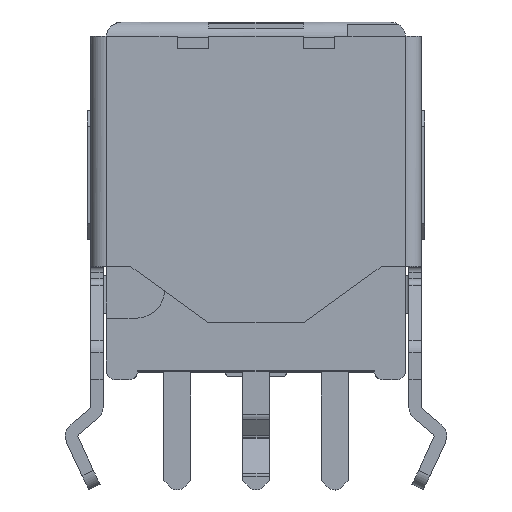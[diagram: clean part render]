
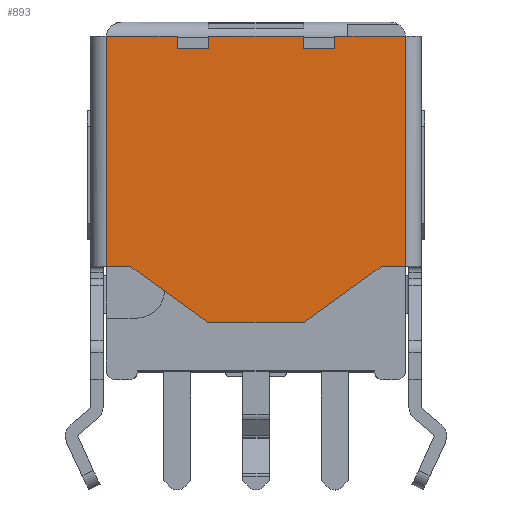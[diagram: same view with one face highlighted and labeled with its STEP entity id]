
A CAD part, top view. The second image highlights one B-rep face of the part: STEP entity #893.
In plain terms, the highlighted planar face has unit normal (0, 0, 1).
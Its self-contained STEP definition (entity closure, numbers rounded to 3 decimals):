
#893=ADVANCED_FACE('NONE',(#1958),#1959,.T.);
#1958=FACE_OUTER_BOUND('',#3951,.T.);
#1959=PLANE('',#3952);
#3951=EDGE_LOOP('',(#6738,#6739,#6740,#6741,#6742,#6743,#6744,#6745,#6746,#6747,#6748,#6749,#6750,#6751,#6752,#6753));
#3952=AXIS2_PLACEMENT_3D('',#6754,#6755,#6756);
#6738=ORIENTED_EDGE('',*,*,#9450,.T.);
#6739=ORIENTED_EDGE('',*,*,#9443,.T.);
#6740=ORIENTED_EDGE('',*,*,#9457,.T.);
#6741=ORIENTED_EDGE('',*,*,#9458,.T.);
#6742=ORIENTED_EDGE('',*,*,#9459,.T.);
#6743=ORIENTED_EDGE('',*,*,#9460,.T.);
#6744=ORIENTED_EDGE('',*,*,#9461,.T.);
#6745=ORIENTED_EDGE('',*,*,#9424,.T.);
#6746=ORIENTED_EDGE('',*,*,#9436,.T.);
#6747=ORIENTED_EDGE('',*,*,#9462,.T.);
#6748=ORIENTED_EDGE('',*,*,#9463,.T.);
#6749=ORIENTED_EDGE('',*,*,#9464,.T.);
#6750=ORIENTED_EDGE('',*,*,#9465,.T.);
#6751=ORIENTED_EDGE('',*,*,#9466,.T.);
#6752=ORIENTED_EDGE('',*,*,#9467,.T.);
#6753=ORIENTED_EDGE('',*,*,#9468,.T.);
#6754=CARTESIAN_POINT('',(-4.85,4.4,4.95));
#6755=DIRECTION('',(-0.0,0.0,1.0));
#6756=DIRECTION('',(1.0,0.0,0.0));
#9424=EDGE_CURVE('NONE',#11556,#11557,#11558,.T.);
#9436=EDGE_CURVE('NONE',#11557,#11572,#11574,.T.);
#9443=EDGE_CURVE('NONE',#11585,#11586,#11587,.T.);
#9450=EDGE_CURVE('NONE',#11596,#11585,#11597,.T.);
#9457=EDGE_CURVE('NONE',#11586,#11605,#11606,.T.);
#9458=EDGE_CURVE('NONE',#11605,#11607,#11608,.T.);
#9459=EDGE_CURVE('NONE',#11607,#11609,#11610,.T.);
#9460=EDGE_CURVE('NONE',#11609,#11611,#11612,.T.);
#9461=EDGE_CURVE('NONE',#11611,#11556,#11613,.T.);
#9462=EDGE_CURVE('NONE',#11572,#11614,#11615,.T.);
#9463=EDGE_CURVE('NONE',#11614,#11616,#11617,.T.);
#9464=EDGE_CURVE('NONE',#11616,#11618,#11619,.T.);
#9465=EDGE_CURVE('NONE',#11618,#11620,#11621,.T.);
#9466=EDGE_CURVE('NONE',#11620,#11622,#11623,.T.);
#9467=EDGE_CURVE('NONE',#11622,#11624,#11625,.T.);
#9468=EDGE_CURVE('NONE',#11624,#11596,#11626,.T.);
#11556=VERTEX_POINT('NONE',#15269);
#11557=VERTEX_POINT('NONE',#15270);
#11558=LINE('',#15271,#15272);
#11572=VERTEX_POINT('NONE',#15299);
#11574=LINE('',#15302,#15303);
#11585=VERTEX_POINT('NONE',#15321);
#11586=VERTEX_POINT('NONE',#15322);
#11587=LINE('',#15323,#15324);
#11596=VERTEX_POINT('NONE',#15341);
#11597=LINE('',#15342,#15343);
#11605=VERTEX_POINT('NONE',#15357);
#11606=LINE('',#15358,#15359);
#11607=VERTEX_POINT('NONE',#15360);
#11608=LINE('',#15361,#15362);
#11609=VERTEX_POINT('NONE',#15363);
#11610=LINE('',#15364,#15365);
#11611=VERTEX_POINT('NONE',#15366);
#11612=LINE('',#15367,#15368);
#11613=LINE('',#15369,#15370);
#11614=VERTEX_POINT('NONE',#15371);
#11615=LINE('',#15372,#15373);
#11616=VERTEX_POINT('NONE',#15374);
#11617=LINE('',#15375,#15376);
#11618=VERTEX_POINT('NONE',#15377);
#11619=LINE('',#15378,#15379);
#11620=VERTEX_POINT('NONE',#15380);
#11621=LINE('',#15381,#15382);
#11622=VERTEX_POINT('NONE',#15383);
#11623=LINE('',#15384,#15385);
#11624=VERTEX_POINT('NONE',#15386);
#11625=LINE('',#15387,#15388);
#11626=LINE('',#15389,#15390);
#15269=CARTESIAN_POINT('',(4.75,-2.9,4.95));
#15270=CARTESIAN_POINT('',(4.75,4.4,4.95));
#15271=CARTESIAN_POINT('',(4.75,4.4,4.95));
#15272=VECTOR('',#17594,1000.0);
#15299=CARTESIAN_POINT('',(2.5,4.4,4.95));
#15302=CARTESIAN_POINT('',(2.5,4.4,4.95));
#15303=VECTOR('',#17603,1000.0);
#15321=CARTESIAN_POINT('',(-4.75,4.4,4.95));
#15322=CARTESIAN_POINT('',(-4.75,-2.9,4.95));
#15323=CARTESIAN_POINT('',(-4.75,-2.9,4.95));
#15324=VECTOR('',#17609,1000.0);
#15341=CARTESIAN_POINT('',(-2.5,4.4,4.95));
#15342=CARTESIAN_POINT('',(-4.85,4.4,4.95));
#15343=VECTOR('',#17616,1000.0);
#15357=CARTESIAN_POINT('',(-4.0,-2.9,4.95));
#15358=CARTESIAN_POINT('',(-4.85,-2.9,4.95));
#15359=VECTOR('',#17619,1000.0);
#15360=CARTESIAN_POINT('',(-1.5,-4.7,4.95));
#15361=CARTESIAN_POINT('',(-4.0,-2.9,4.95));
#15362=VECTOR('',#17620,1000.0);
#15363=CARTESIAN_POINT('',(1.5,-4.7,4.95));
#15364=CARTESIAN_POINT('',(-1.5,-4.7,4.95));
#15365=VECTOR('',#17621,1000.0);
#15366=CARTESIAN_POINT('',(4.0,-2.9,4.95));
#15367=CARTESIAN_POINT('',(1.5,-4.7,4.95));
#15368=VECTOR('',#17622,1000.0);
#15369=CARTESIAN_POINT('',(4.0,-2.9,4.95));
#15370=VECTOR('',#17623,1000.0);
#15371=CARTESIAN_POINT('',(2.5,4.0,4.95));
#15372=CARTESIAN_POINT('',(2.5,4.4,4.95));
#15373=VECTOR('',#17624,1000.0);
#15374=CARTESIAN_POINT('',(1.5,4.0,4.95));
#15375=CARTESIAN_POINT('',(1.5,4.0,4.95));
#15376=VECTOR('',#17625,1000.0);
#15377=CARTESIAN_POINT('',(1.5,4.4,4.95));
#15378=CARTESIAN_POINT('',(1.5,4.4,4.95));
#15379=VECTOR('',#17626,1000.0);
#15380=CARTESIAN_POINT('',(-1.5,4.4,4.95));
#15381=CARTESIAN_POINT('',(-1.5,4.4,4.95));
#15382=VECTOR('',#17627,1000.0);
#15383=CARTESIAN_POINT('',(-1.5,4.0,4.95));
#15384=CARTESIAN_POINT('',(-1.5,4.4,4.95));
#15385=VECTOR('',#17628,1000.0);
#15386=CARTESIAN_POINT('',(-2.5,4.0,4.95));
#15387=CARTESIAN_POINT('',(-2.5,4.0,4.95));
#15388=VECTOR('',#17629,1000.0);
#15389=CARTESIAN_POINT('',(-2.5,4.4,4.95));
#15390=VECTOR('',#17630,1000.0);
#17594=DIRECTION('',(0.,1.0,-0.0));
#17603=DIRECTION('',(-1.0,-0.0,-0.0));
#17609=DIRECTION('',(0.,-1.0,0.0));
#17616=DIRECTION('',(-1.0,-0.0,-0.0));
#17619=DIRECTION('',(1.0,0.0,0.0));
#17620=DIRECTION('',(0.812,-0.584,0.0));
#17621=DIRECTION('',(1.0,0.0,0.0));
#17622=DIRECTION('',(0.812,0.584,0.0));
#17623=DIRECTION('',(1.0,0.,0.0));
#17624=DIRECTION('',(0.,-1.0,0.0));
#17625=DIRECTION('',(-1.0,0.,-0.0));
#17626=DIRECTION('',(0.,1.0,-0.0));
#17627=DIRECTION('',(-1.0,-0.0,-0.0));
#17628=DIRECTION('',(0.,-1.0,0.0));
#17629=DIRECTION('',(-1.0,-0.0,-0.0));
#17630=DIRECTION('',(0.,1.0,-0.0));
